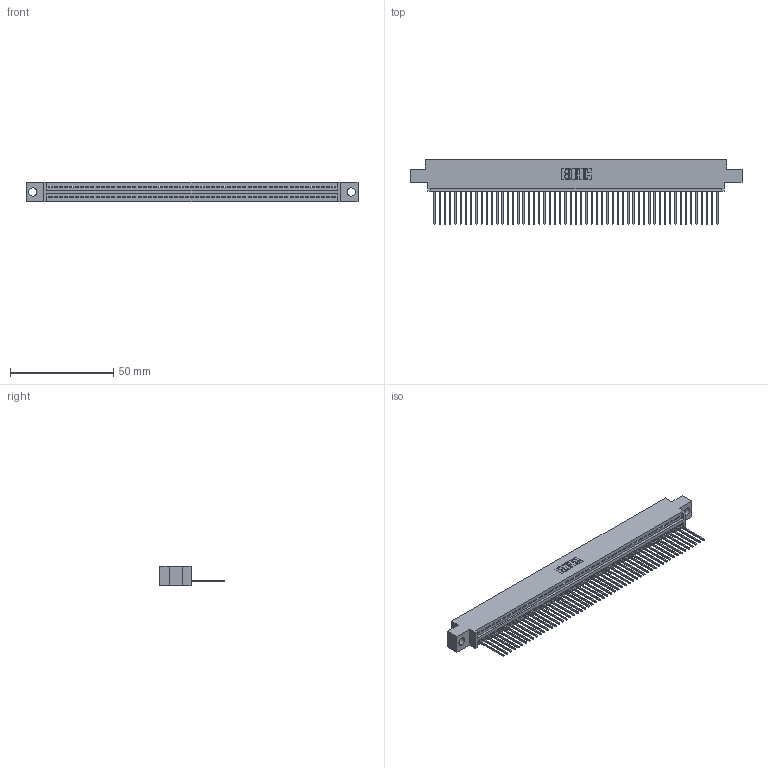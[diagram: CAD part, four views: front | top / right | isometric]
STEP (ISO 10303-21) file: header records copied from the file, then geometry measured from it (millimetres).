
FILE_DESCRIPTION (( 'STEP AP203' ), '1' );
FILE_NAME ('345-055-542-604.STEP', '2019-10-10T03:51:38', ( '' ), ( '' ), 'SwSTEP 2.0', 'SolidWorks 2016', '' );
FILE_SCHEMA (( 'CONFIG_CONTROL_DESIGN' ));
Length unit declared in the file: inch
Products named in the file (3): 345-055-542-604; 345 Part_0.170 Offset - 0.156 Dia-TH; 345-292-001_345-293-142
Assembly tree (56 placements, depth 2):
  345-055-542-604
    345 Part_0.170 Offset - 0.156 Dia-TH
    345-292-001_345-293-142  x55
Bounding box: 160.91 x 31.29 x 9.4 mm (x, y, z)
Volume: 15310.9 mm3; surface area: 21232.7 mm2
Topology: 56 solids, 56 shells, 3320 faces, 10033 edges, 6614 vertices
Faces by surface type: plane 2284, cylinder 1036
Entity records: 39797 total; most frequent: CARTESIAN_POINT 6901, ORIENTED_EDGE 6890, DIRECTION 6007, EDGE_CURVE 3445, VECTOR 3093, LINE 3093, VERTEX_POINT 2294, AXIS2_PLACEMENT_3D 1457
